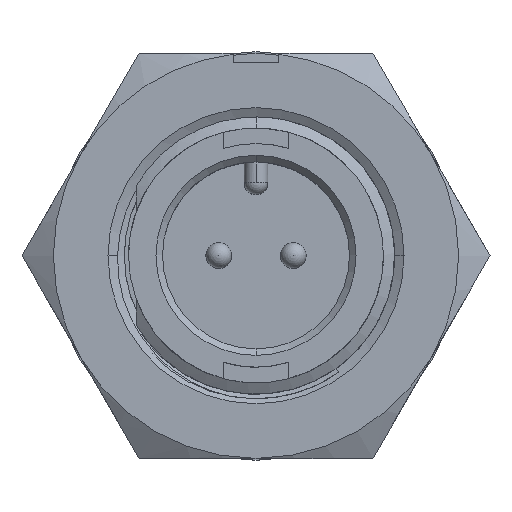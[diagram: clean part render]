
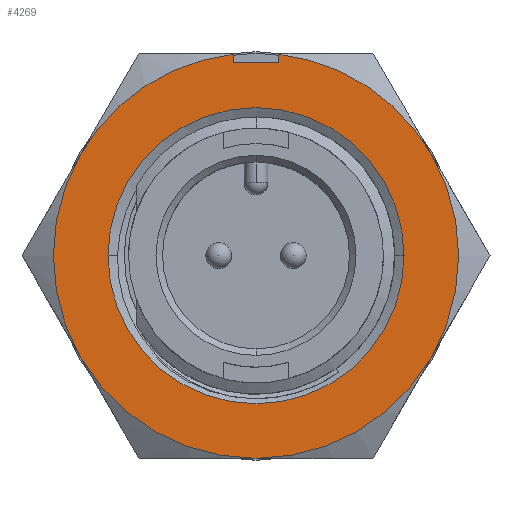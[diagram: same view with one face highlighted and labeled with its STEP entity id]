
A CAD part, top view. The second image highlights one B-rep face of the part: STEP entity #4269.
In plain terms, the highlighted planar face has unit normal (0, 0, 1).
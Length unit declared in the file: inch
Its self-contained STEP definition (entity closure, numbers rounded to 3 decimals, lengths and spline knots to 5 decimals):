
#149 = ORIENTED_EDGE ( 'NONE', *, *, #3673, .F. ) ;
#150 = ORIENTED_EDGE ( 'NONE', *, *, #4145, .F. ) ;
#152 = ORIENTED_EDGE ( 'NONE', *, *, #4308, .T. ) ;
#157 = ORIENTED_EDGE ( 'NONE', *, *, #4225, .F. ) ;
#159 = ORIENTED_EDGE ( 'NONE', *, *, #3730, .T. ) ;
#160 = ORIENTED_EDGE ( 'NONE', *, *, #4284, .F. ) ;
#162 = ORIENTED_EDGE ( 'NONE', *, *, #4194, .F. ) ;
#164 = ORIENTED_EDGE ( 'NONE', *, *, #3707, .F. ) ;
#165 = ORIENTED_EDGE ( 'NONE', *, *, #3987, .F. ) ;
#167 = ORIENTED_EDGE ( 'NONE', *, *, #3969, .F. ) ;
#169 = ORIENTED_EDGE ( 'NONE', *, *, #4242, .T. ) ;
#526 = CARTESIAN_POINT ( 'NONE',  ( 0.26847, 0.155, 0.291 ) ) ;
#536 = CARTESIAN_POINT ( 'NONE',  ( 0., -0.31, 0.291 ) ) ;
#541 = CARTESIAN_POINT ( 'NONE',  ( -0.2265, 0., 0.291 ) ) ;
#544 = CARTESIAN_POINT ( 'NONE',  ( -0.035, 0.295, 0.291 ) ) ;
#565 = CARTESIAN_POINT ( 'NONE',  ( -0.035, 0.30802, 0.291 ) ) ;
#573 = CARTESIAN_POINT ( 'NONE',  ( 0.2265, 0., 0.291 ) ) ;
#591 = CARTESIAN_POINT ( 'NONE',  ( -0.26847, -0.155, 0.291 ) ) ;
#594 = CARTESIAN_POINT ( 'NONE',  ( -0.26847, 0.155, 0.291 ) ) ;
#599 = CARTESIAN_POINT ( 'NONE',  ( 0.26847, -0.155, 0.291 ) ) ;
#640 = CARTESIAN_POINT ( 'NONE',  ( 0.035, 0.30802, 0.291 ) ) ;
#700 = CARTESIAN_POINT ( 'NONE',  ( 0.035, 0.295, 0.291 ) ) ;
#1073 = CARTESIAN_POINT ( 'NONE',  ( 0., 0., 0.291 ) ) ;
#1074 = DIRECTION ( 'NONE',  ( 0., 0., 1. ) ) ;
#1075 = DIRECTION ( 'NONE',  ( 1., 0., 0. ) ) ;
#1370 = DIRECTION ( 'NONE',  ( 0., 1., 0. ) ) ;
#1544 = CARTESIAN_POINT ( 'NONE',  ( 0., 0., 0.291 ) ) ;
#1552 = DIRECTION ( 'NONE',  ( 0., 0., -1. ) ) ;
#1556 = DIRECTION ( 'NONE',  ( -1., 0., 0. ) ) ;
#1587 = LINE ( 'NONE', #1588, #2222 ) ;
#1588 = CARTESIAN_POINT ( 'NONE',  ( -0.035, 0.35188, 0.291 ) ) ;
#2222 = VECTOR ( 'NONE', #1370, 39.37008 ) ;
#2288 = AXIS2_PLACEMENT_3D ( 'NONE', #9672, #9673, #9674 ) ;
#2298 = AXIS2_PLACEMENT_3D ( 'NONE', #1073, #1074, #1075 ) ;
#2405 = AXIS2_PLACEMENT_3D ( 'NONE', #10058, #10059, #10060 ) ;
#2479 = AXIS2_PLACEMENT_3D ( 'NONE', #5787, #5791, #5792 ) ;
#2520 = AXIS2_PLACEMENT_3D ( 'NONE', #6002, #6003, #6004 ) ;
#2547 = AXIS2_PLACEMENT_3D ( 'NONE', #6096, #6097, #6098 ) ;
#2564 = VECTOR ( 'NONE', #6143, 39.37008 ) ;
#2583 = FACE_BOUND ( 'NONE', #3497, .T. ) ;
#2585 = FACE_OUTER_BOUND ( 'NONE', #3336, .T. ) ;
#2586 = AXIS2_PLACEMENT_3D ( 'NONE', #6237, #6238, #6239 ) ;
#2594 = AXIS2_PLACEMENT_3D ( 'NONE', #6290, #6291, #6292 ) ;
#2614 = VECTOR ( 'NONE', #6415, 39.37008 ) ;
#2677 = AXIS2_PLACEMENT_3D ( 'NONE', #1544, #1552, #1556 ) ;
#3065 = VERTEX_POINT ( 'NONE', #526 ) ;
#3092 = VERTEX_POINT ( 'NONE', #536 ) ;
#3105 = VERTEX_POINT ( 'NONE', #541 ) ;
#3111 = VERTEX_POINT ( 'NONE', #544 ) ;
#3158 = VERTEX_POINT ( 'NONE', #565 ) ;
#3176 = VERTEX_POINT ( 'NONE', #573 ) ;
#3220 = VERTEX_POINT ( 'NONE', #591 ) ;
#3225 = VERTEX_POINT ( 'NONE', #594 ) ;
#3238 = VERTEX_POINT ( 'NONE', #599 ) ;
#3336 = EDGE_LOOP ( 'NONE', ( #152, #159, #157, #160, #162, #165, #164, #167, #169 ) ) ;
#3392 = VERTEX_POINT ( 'NONE', #640 ) ;
#3497 = EDGE_LOOP ( 'NONE', ( #149, #150 ) ) ;
#3543 = VERTEX_POINT ( 'NONE', #700 ) ;
#3673 = EDGE_CURVE ( 'NONE', #3176, #3105, #4260, .T. ) ;
#3707 = EDGE_CURVE ( 'NONE', #3065, #3238, #3965, .T. ) ;
#3730 = EDGE_CURVE ( 'NONE', #3111, #3158, #1587, .T. ) ;
#3733 = CIRCLE ( 'NONE', #2405, 0.31 ) ;
#3784 = CIRCLE ( 'NONE', #2594, 0.31 ) ;
#3785 = CIRCLE ( 'NONE', #2479, 0.2265 ) ;
#3953 = CIRCLE ( 'NONE', #2288, 0.31 ) ;
#3964 = CIRCLE ( 'NONE', #2520, 0.31 ) ;
#3965 = CIRCLE ( 'NONE', #2677, 0.31 ) ;
#3969 = EDGE_CURVE ( 'NONE', #3392, #3065, #3953, .T. ) ;
#3987 = EDGE_CURVE ( 'NONE', #3238, #3092, #3733, .T. ) ;
#4145 = EDGE_CURVE ( 'NONE', #3105, #3176, #3785, .T. ) ;
#4186 = CIRCLE ( 'NONE', #2547, 0.31 ) ;
#4194 = EDGE_CURVE ( 'NONE', #3092, #3220, #3964, .T. ) ;
#4225 = EDGE_CURVE ( 'NONE', #3225, #3158, #4186, .T. ) ;
#4242 = EDGE_CURVE ( 'NONE', #3392, #3543, #6141, .T. ) ;
#4260 = CIRCLE ( 'NONE', #2298, 0.2265 ) ;
#4269 = ADVANCED_FACE ( 'NONE', ( #2583, #2585 ), #6236, .F. ) ;
#4284 = EDGE_CURVE ( 'NONE', #3220, #3225, #3784, .T. ) ;
#4308 = EDGE_CURVE ( 'NONE', #3543, #3111, #6413, .T. ) ;
#5787 = CARTESIAN_POINT ( 'NONE',  ( 0., 0., 0.291 ) ) ;
#5791 = DIRECTION ( 'NONE',  ( 0., 0., 1. ) ) ;
#5792 = DIRECTION ( 'NONE',  ( 1., 0., 0. ) ) ;
#6002 = CARTESIAN_POINT ( 'NONE',  ( 0., 0., 0.291 ) ) ;
#6003 = DIRECTION ( 'NONE',  ( 0., 0., -1. ) ) ;
#6004 = DIRECTION ( 'NONE',  ( -1., 0., 0. ) ) ;
#6096 = CARTESIAN_POINT ( 'NONE',  ( 0., 0., 0.291 ) ) ;
#6097 = DIRECTION ( 'NONE',  ( 0., 0., -1. ) ) ;
#6098 = DIRECTION ( 'NONE',  ( -1., 0., 0. ) ) ;
#6141 = LINE ( 'NONE', #6142, #2564 ) ;
#6142 = CARTESIAN_POINT ( 'NONE',  ( 0.035, 0.35188, 0.291 ) ) ;
#6143 = DIRECTION ( 'NONE',  ( 0., -1., 0. ) ) ;
#6236 = PLANE ( 'NONE',  #2586 ) ;
#6237 = CARTESIAN_POINT ( 'NONE',  ( 0., -0.62, 0.291 ) ) ;
#6238 = DIRECTION ( 'NONE',  ( 0., 0., -1. ) ) ;
#6239 = DIRECTION ( 'NONE',  ( -1., 0., 0. ) ) ;
#6290 = CARTESIAN_POINT ( 'NONE',  ( 0., 0., 0.291 ) ) ;
#6291 = DIRECTION ( 'NONE',  ( 0., 0., -1. ) ) ;
#6292 = DIRECTION ( 'NONE',  ( 0., 1., 0. ) ) ;
#6413 = LINE ( 'NONE', #6414, #2614 ) ;
#6414 = CARTESIAN_POINT ( 'NONE',  ( -0.035, 0.295, 0.291 ) ) ;
#6415 = DIRECTION ( 'NONE',  ( -1., 0., 0. ) ) ;
#9672 = CARTESIAN_POINT ( 'NONE',  ( 0., 0., 0.291 ) ) ;
#9673 = DIRECTION ( 'NONE',  ( 0., 0., -1. ) ) ;
#9674 = DIRECTION ( 'NONE',  ( 0., 1., 0. ) ) ;
#10058 = CARTESIAN_POINT ( 'NONE',  ( 0., 0., 0.291 ) ) ;
#10059 = DIRECTION ( 'NONE',  ( 0., 0., -1. ) ) ;
#10060 = DIRECTION ( 'NONE',  ( -1., 0., 0. ) ) ;
